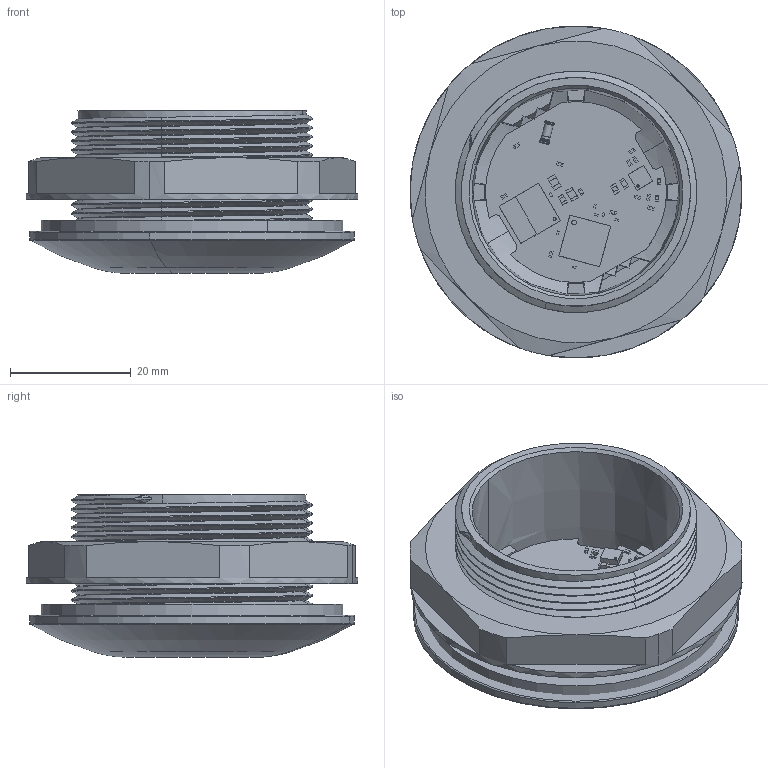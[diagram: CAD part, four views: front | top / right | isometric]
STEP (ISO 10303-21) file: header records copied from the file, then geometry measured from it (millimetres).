
FILE_DESCRIPTION(('Creo Elements/Direct Modeling STEP Export'),'2;1');
FILE_NAME('3D_B2l_Connect_T-ME.stp','2022-02-02T 6:16:44',(''),(''),'PTC Creo Elements/Direct Modeling STEP processor for AP214 (Solid Model)','PTC Creo Elements/Direct Modeling 19.0E 27-Jun-2016 (C) Parametric Technology GmbH','');
FILE_SCHEMA(('AUTOMOTIVE_DESIGN { 1 0 10303 214 1 1 1 1 }'));
Length unit declared in the file: millimetre
Products named in the file (5): PCB; Casing; locknut; Seal; Connect_T-ME
Assembly tree (4 placements, depth 2):
  Connect_T-ME
    Seal
    locknut
    Casing
    PCB
Bounding box: 55 x 55 x 27 mm (x, y, z)
Volume: 22768.7 mm3; surface area: 20344.7 mm2
Topology: 6 solids, 6 shells, 2008 faces, 5831 edges, 3851 vertices
Faces by surface type: plane 1718, cylinder 193, bspline 49, torus 24, cone 22, sphere 2
Full cylindrical faces by diameter (mm): 0.7 x1
Entity records: 78860 total; most frequent: CARTESIAN_POINT 17860, ORIENTED_EDGE 11660, DIRECTION 9583, EDGE_CURVE 5825, VECTOR 5045, LINE 5045, VERTEX_POINT 3852, EDGE_LOOP 2336
